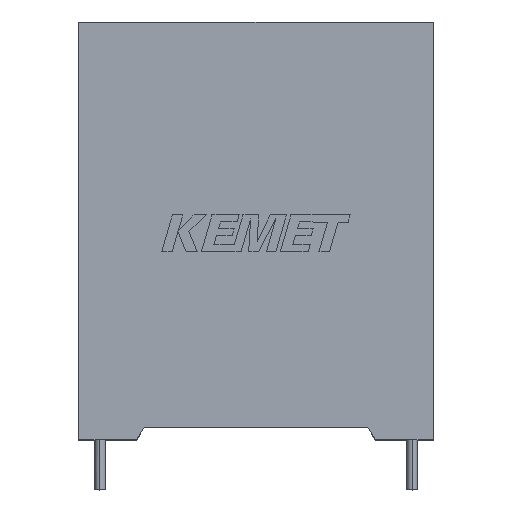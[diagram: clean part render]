
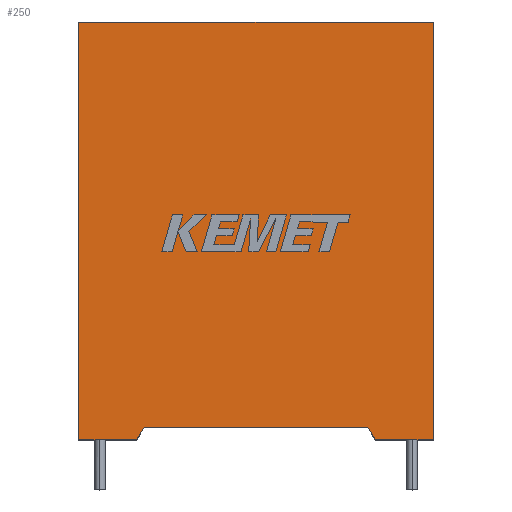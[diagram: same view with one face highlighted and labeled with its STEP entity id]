
A CAD part, top view. The second image highlights one B-rep face of the part: STEP entity #250.
In plain terms, the highlighted planar face has unit normal (0, 0, 1).
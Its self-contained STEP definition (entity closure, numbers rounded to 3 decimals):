
#25 = ORIENTED_EDGE ( 'NONE', *, *, #2081, .T. ) ;
#96 = LINE ( 'NONE', #1192, #3184 ) ;
#124 = LINE ( 'NONE', #2796, #982 ) ;
#148 = ORIENTED_EDGE ( 'NONE', *, *, #1754, .T. ) ;
#243 = CARTESIAN_POINT ( 'NONE',  ( 7.85, 1.476, 35.4 ) ) ;
#245 = ORIENTED_EDGE ( 'NONE', *, *, #569, .F. ) ;
#250 = ADVANCED_FACE ( 'NONE', ( #2261 ), #1455, .F. ) ;
#295 = DIRECTION ( 'NONE',  ( 1., 0., 0. ) ) ;
#316 = DIRECTION ( 'NONE',  ( 0., 1., 0. ) ) ;
#387 = CARTESIAN_POINT ( 'NONE',  ( 7.85, 1.476, 35.4 ) ) ;
#411 = DIRECTION ( 'NONE',  ( -1., 0., 0. ) ) ;
#426 = CARTESIAN_POINT ( 'NONE',  ( 42.6, 0., 35.4 ) ) ;
#495 = VECTOR ( 'NONE', #295, 1000. ) ;
#511 = CARTESIAN_POINT ( 'NONE',  ( 34.75, 1.476, 35.4 ) ) ;
#569 = EDGE_CURVE ( 'NONE', #1158, #2656, #1759, .T. ) ;
#706 = DIRECTION ( 'NONE',  ( 0., 0., -1. ) ) ;
#854 = VERTEX_POINT ( 'NONE', #3093 ) ;
#904 = LINE ( 'NONE', #511, #3000 ) ;
#915 = DIRECTION ( 'NONE',  ( -0.521, -0.854, 0. ) ) ;
#944 = LINE ( 'NONE', #1788, #2264 ) ;
#982 = VECTOR ( 'NONE', #1448, 1000. ) ;
#993 = CARTESIAN_POINT ( 'NONE',  ( 42.6, 50.2, 35.4 ) ) ;
#1158 = VERTEX_POINT ( 'NONE', #2461 ) ;
#1178 = DIRECTION ( 'NONE',  ( 0., -1., 0. ) ) ;
#1192 = CARTESIAN_POINT ( 'NONE',  ( 0., 0., 35.4 ) ) ;
#1232 = ORIENTED_EDGE ( 'NONE', *, *, #2886, .T. ) ;
#1244 = ORIENTED_EDGE ( 'NONE', *, *, #2450, .F. ) ;
#1319 = DIRECTION ( 'NONE',  ( -1., 0., 0. ) ) ;
#1373 = ORIENTED_EDGE ( 'NONE', *, *, #1544, .T. ) ;
#1437 = DIRECTION ( 'NONE',  ( -1., 0., 0. ) ) ;
#1442 = LINE ( 'NONE', #2127, #495 ) ;
#1448 = DIRECTION ( 'NONE',  ( 1., 0., 0. ) ) ;
#1455 = PLANE ( 'NONE',  #2320 ) ;
#1471 = EDGE_LOOP ( 'NONE', ( #245, #3026, #1232, #148, #25, #2894, #1373, #1244 ) ) ;
#1544 = EDGE_CURVE ( 'NONE', #1735, #3363, #1442, .T. ) ;
#1580 = VERTEX_POINT ( 'NONE', #3202 ) ;
#1599 = VECTOR ( 'NONE', #411, 1000. ) ;
#1601 = CARTESIAN_POINT ( 'NONE',  ( 6.95, 0., 35.4 ) ) ;
#1723 = CARTESIAN_POINT ( 'NONE',  ( 0., 0., 35.4 ) ) ;
#1735 = VERTEX_POINT ( 'NONE', #2158 ) ;
#1754 = EDGE_CURVE ( 'NONE', #3045, #2847, #2594, .T. ) ;
#1759 = LINE ( 'NONE', #2211, #1599 ) ;
#1785 = EDGE_CURVE ( 'NONE', #1580, #1735, #96, .T. ) ;
#1788 = CARTESIAN_POINT ( 'NONE',  ( 0., 50.2, 35.4 ) ) ;
#2081 = EDGE_CURVE ( 'NONE', #2847, #1580, #944, .T. ) ;
#2127 = CARTESIAN_POINT ( 'NONE',  ( 0., 0., 35.4 ) ) ;
#2138 = EDGE_CURVE ( 'NONE', #1158, #854, #904, .T. ) ;
#2158 = CARTESIAN_POINT ( 'NONE',  ( 0., 0., 35.4 ) ) ;
#2211 = CARTESIAN_POINT ( 'NONE',  ( 21.3, 1.476, 35.4 ) ) ;
#2219 = VECTOR ( 'NONE', #915, 1000. ) ;
#2261 = FACE_OUTER_BOUND ( 'NONE', #1471, .T. ) ;
#2264 = VECTOR ( 'NONE', #1319, 1000. ) ;
#2320 = AXIS2_PLACEMENT_3D ( 'NONE', #1723, #706, #1437 ) ;
#2450 = EDGE_CURVE ( 'NONE', #2656, #3363, #2884, .T. ) ;
#2461 = CARTESIAN_POINT ( 'NONE',  ( 34.75, 1.476, 35.4 ) ) ;
#2594 = LINE ( 'NONE', #3206, #2757 ) ;
#2656 = VERTEX_POINT ( 'NONE', #387 ) ;
#2757 = VECTOR ( 'NONE', #316, 1000. ) ;
#2796 = CARTESIAN_POINT ( 'NONE',  ( 0., 0., 35.4 ) ) ;
#2847 = VERTEX_POINT ( 'NONE', #993 ) ;
#2854 = DIRECTION ( 'NONE',  ( 0.521, -0.854, 0. ) ) ;
#2884 = LINE ( 'NONE', #243, #2219 ) ;
#2886 = EDGE_CURVE ( 'NONE', #854, #3045, #124, .T. ) ;
#2894 = ORIENTED_EDGE ( 'NONE', *, *, #1785, .T. ) ;
#3000 = VECTOR ( 'NONE', #2854, 1000. ) ;
#3026 = ORIENTED_EDGE ( 'NONE', *, *, #2138, .T. ) ;
#3045 = VERTEX_POINT ( 'NONE', #426 ) ;
#3093 = CARTESIAN_POINT ( 'NONE',  ( 35.65, 0., 35.4 ) ) ;
#3184 = VECTOR ( 'NONE', #1178, 1000. ) ;
#3202 = CARTESIAN_POINT ( 'NONE',  ( 0., 50.2, 35.4 ) ) ;
#3206 = CARTESIAN_POINT ( 'NONE',  ( 42.6, 0., 35.4 ) ) ;
#3363 = VERTEX_POINT ( 'NONE', #1601 ) ;
